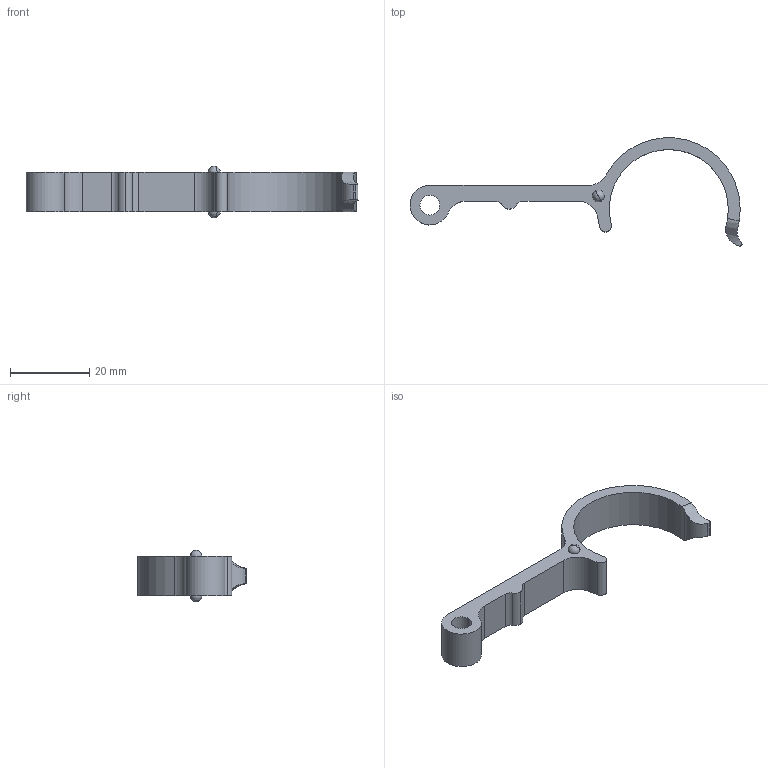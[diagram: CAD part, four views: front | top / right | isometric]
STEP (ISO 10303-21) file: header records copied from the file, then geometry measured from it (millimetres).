
FILE_DESCRIPTION(('CATIA V5 STEP Exchange'),'2;1');
FILE_NAME('Rino_sans_capuchon.stp','2020-04-05T22:24:27+00:00',('none'),('none'),'CATIA Unofficial Packaging Version SP3','CATIA V5 STEP AP203','none');
FILE_SCHEMA(('CONFIG_CONTROL_DESIGN'));
Length unit declared in the file: millimetre
Products named in the file (1): Rino_nu
Bounding box: 83.65 x 27.26 x 13 mm (x, y, z)
Volume: 4252 mm3; surface area: 3341.2 mm2
Topology: 1 solids, 1 shells, 32 faces, 90 edges, 58 vertices
Faces by surface type: cylinder 17, plane 7, sphere 4, extrusion 4
Entity records: 1073 total; most frequent: CARTESIAN_POINT 275, ORIENTED_EDGE 172, DIRECTION 118, EDGE_CURVE 86, AXIS2_PLACEMENT_3D 59, VERTEX_POINT 58, VECTOR 38, CIRCLE 36
